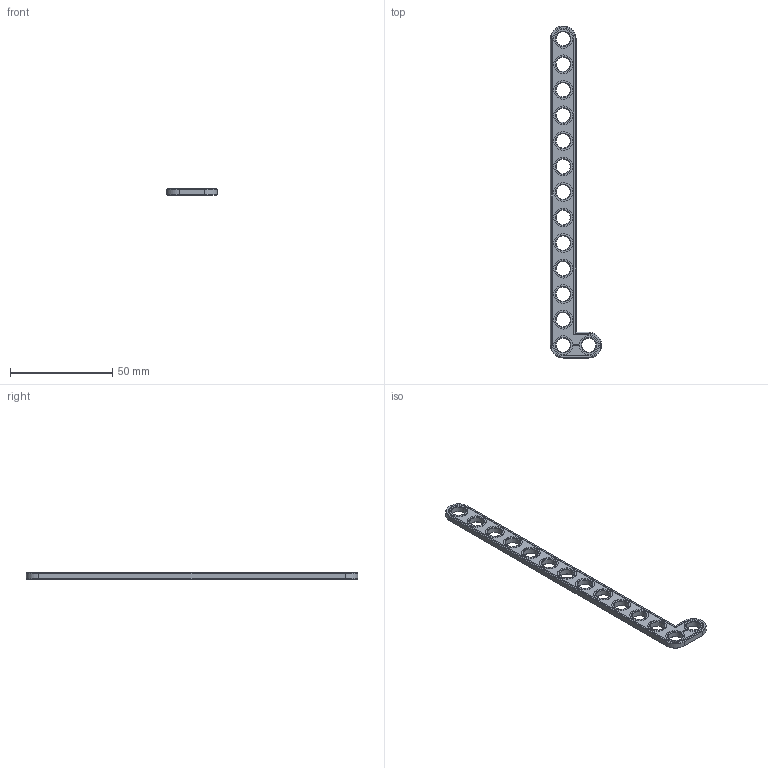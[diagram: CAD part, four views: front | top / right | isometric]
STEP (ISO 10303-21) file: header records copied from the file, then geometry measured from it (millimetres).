
FILE_DESCRIPTION(('FreeCAD Model'),'2;1');
FILE_NAME('Open CASCADE Shape Model','2022-02-08T20:20:25',( 'Paulo Kiefe'),('STEMFIE.org'),'Open CASCADE STEP processor 7.4', 'FreeCAD','Unknown');
FILE_SCHEMA(('AUTOMOTIVE_DESIGN { 1 0 10303 214 1 1 1 1 }'));
Length unit declared in the file: millimetre
Products named in the file (1): Brace_AGD_90_ASYM_ERR_BU02x13x01x00.25_-_SPN-BRC-1010_(stemfie.org)
Bounding box: 25 x 162.5 x 3.12 mm (x, y, z)
Volume: 4796.1 mm3; surface area: 5226.4 mm2
Topology: 1 solids, 1 shells, 585 faces, 1563 edges, 1028 vertices
Faces by surface type: plane 347, extrusion 170, cone 34, cylinder 34
Full cylindrical faces by diameter (mm): 7 x14, 9.2 x14
Entity records: 39740 total; most frequent: CARTESIAN_POINT 9533, DIRECTION 4915, VECTOR 3825, LINE 3655, ORIENTED_EDGE 3126, PCURVE 3126, DEFINITIONAL_REPRESENTATION 3126, EDGE_CURVE 1563
